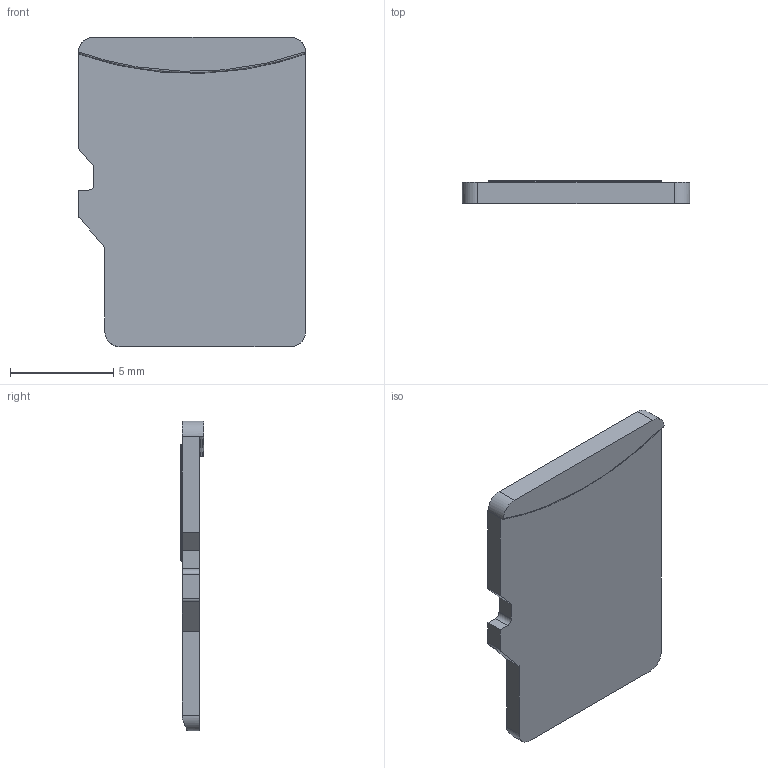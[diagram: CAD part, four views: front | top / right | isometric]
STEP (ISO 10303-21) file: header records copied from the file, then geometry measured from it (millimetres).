
FILE_DESCRIPTION (( 'STEP AP214' ), '1' );
FILE_NAME ('1FE1F4BA-BC30-4013-9082-F4CDA29067BA.STEP', '2025-09-29T14:43:19', ( '' ), ( '' ), 'SwSTEP 2.0', 'SolidWorks 2022', '' );
FILE_SCHEMA (( 'AUTOMOTIVE_DESIGN' ));
Length unit declared in the file: inch
Products named in the file (1): 1FE1F4BA-BC30-4013-9082-F4CDA29067BA
Bounding box: 11.05 x 1.12 x 15.03 mm (x, y, z)
Volume: 136.5 mm3; surface area: 363.9 mm2
Topology: 1 solids, 1 shells, 76 faces, 185 edges, 120 vertices
Faces by surface type: plane 59, cylinder 15, bspline 2
Entity records: 2401 total; most frequent: CARTESIAN_POINT 508, ORIENTED_EDGE 370, DIRECTION 333, EDGE_CURVE 185, LINE 155, VECTOR 155, VERTEX_POINT 120, AXIS2_PLACEMENT_3D 89
